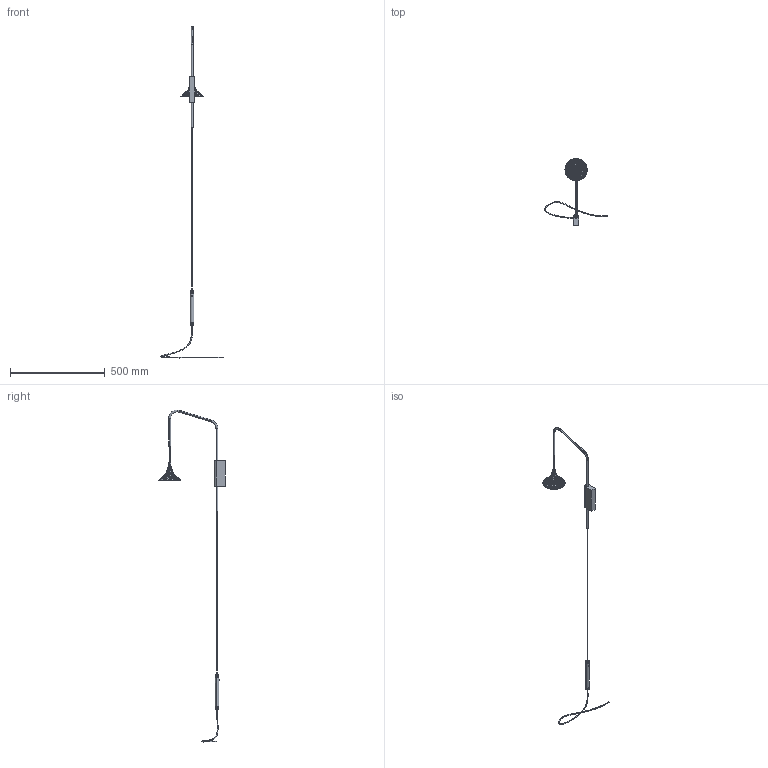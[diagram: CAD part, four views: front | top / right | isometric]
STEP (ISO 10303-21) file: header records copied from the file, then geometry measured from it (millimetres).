
FILE_DESCRIPTION(/* description */ (''),/* implementation_level */ '2;1');
FILE_NAME(/* name */ 'UNTERLINDEN WALL ',/* time_stamp */ '2024-05-22T18:10:55+02:00',/* author */ (''),/* organization */ (''),/* preprocessor_version */ 'ST-DEVELOPER v16.5',/* originating_system */ 'Rhino 7.37',/* authorisation */ '');
FILE_SCHEMA (('AUTOMOTIVE_DESIGN'));
Length unit declared in the file: millimetre
Products named in the file (7): Document; Blocco 01; Blocco 78; Blocco 98; Blocco 104; Blocco 105; Blocco 106
Assembly tree (6 placements, depth 2):
  Document
    Blocco 01
    Blocco 78
    Blocco 98
    Blocco 104
    Blocco 105
    Blocco 106
Bounding box: 330.6 x 353.28 x 1754.68 mm (x, y, z)
Surface area: 166719.4 mm2 (no closed solid volume)
Topology: 0 solids, 405 shells, 539 faces, 2078 edges, 1839 vertices
Faces by surface type: bspline 331, cylinder 133, plane 75
Entity records: 61754 total; most frequent: CARTESIAN_POINT 43087, ORIENTED_EDGE 2333, EDGE_CURVE 2065, VERTEX_POINT 1834, B_SPLINE_CURVE_WITH_KNOTS 1203, COLOUR_RGB 928, FILL_AREA_STYLE_COLOUR 928, FILL_AREA_STYLE 928
